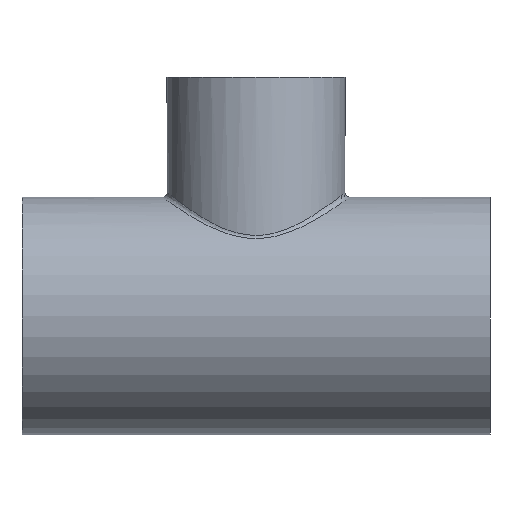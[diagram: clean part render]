
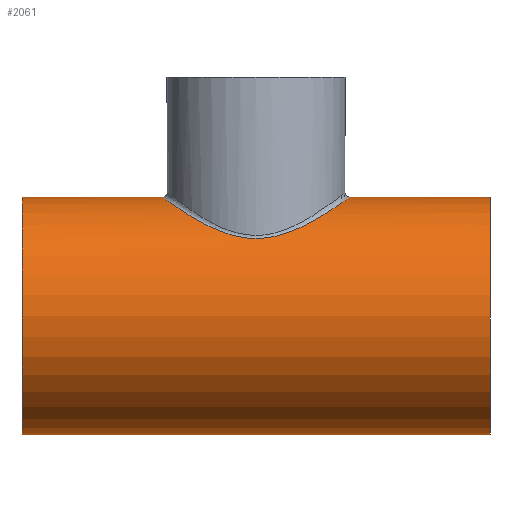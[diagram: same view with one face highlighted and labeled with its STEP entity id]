
A CAD part, front view. The second image highlights one B-rep face of the part: STEP entity #2061.
In plain terms, the highlighted cylindrical face has radius 50.8 mm (diameter 101.6 mm), a full revolution.
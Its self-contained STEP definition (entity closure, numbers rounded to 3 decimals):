
#1840=CARTESIAN_POINT('',(0.,-38.533,33.104));
#1841=VERTEX_POINT('',#1840);
#1930=CARTESIAN_POINT('',(0.,-38.533,33.104));
#1931=CARTESIAN_POINT('',(1.176,-38.533,33.104));
#1932=CARTESIAN_POINT('',(2.745,-38.466,33.182));
#1933=CARTESIAN_POINT('',(5.071,-38.236,33.447));
#1934=CARTESIAN_POINT('',(6.99,-37.963,33.757));
#1935=CARTESIAN_POINT('',(9.987,-37.366,34.421));
#1936=CARTESIAN_POINT('',(13.611,-36.325,35.533));
#1937=CARTESIAN_POINT('',(17.02,-34.93,36.903));
#1938=CARTESIAN_POINT('',(19.599,-33.625,38.087));
#1939=CARTESIAN_POINT('',(22.064,-32.21,39.304));
#1940=CARTESIAN_POINT('',(25.571,-29.809,41.2));
#1941=CARTESIAN_POINT('',(28.729,-26.964,43.109));
#1942=CARTESIAN_POINT('',(31.242,-24.151,44.709));
#1943=CARTESIAN_POINT('',(32.845,-22.109,45.761));
#1944=CARTESIAN_POINT('',(34.715,-19.327,47.019));
#1945=CARTESIAN_POINT('',(36.565,-15.92,48.301));
#1946=CARTESIAN_POINT('',(38.025,-12.286,49.337));
#1947=CARTESIAN_POINT('',(38.857,-9.426,49.935));
#1948=CARTESIAN_POINT('',(39.518,-6.514,50.412));
#1949=CARTESIAN_POINT('',(40.09,-2.531,50.829));
#1950=CARTESIAN_POINT('',(40.091,2.014,50.83));
#1951=CARTESIAN_POINT('',(39.601,6.005,50.473));
#1952=CARTESIAN_POINT('',(38.799,9.915,49.892));
#1953=CARTESIAN_POINT('',(37.53,13.698,48.982));
#1954=CARTESIAN_POINT('',(35.87,17.22,47.818));
#1955=CARTESIAN_POINT('',(33.97,20.565,46.511));
#1956=CARTESIAN_POINT('',(31.713,23.663,45.005));
#1957=CARTESIAN_POINT('',(29.485,26.106,43.591));
#1958=CARTESIAN_POINT('',(28.145,27.426,42.766));
#1959=CARTESIAN_POINT('',(26.076,29.321,41.52));
#1960=CARTESIAN_POINT('',(22.709,31.901,39.603));
#1961=CARTESIAN_POINT('',(18.545,34.242,37.553));
#1962=CARTESIAN_POINT('',(14.99,35.77,36.082));
#1963=CARTESIAN_POINT('',(12.187,36.743,35.087));
#1964=CARTESIAN_POINT('',(9.279,37.523,34.25));
#1965=CARTESIAN_POINT('',(5.259,38.29,33.39));
#1966=CARTESIAN_POINT('',(0.032,38.693,32.915));
#1967=CARTESIAN_POINT('',(-6.242,38.218,33.475));
#1968=CARTESIAN_POINT('',(-12.192,36.856,34.992));
#1969=CARTESIAN_POINT('',(-16.34,35.246,36.608));
#1970=CARTESIAN_POINT('',(-18.927,33.968,37.777));
#1971=CARTESIAN_POINT('',(-20.602,33.066,38.574));
#1972=CARTESIAN_POINT('',(-23.438,31.341,40.018));
#1973=CARTESIAN_POINT('',(-27.193,28.469,42.154));
#1974=CARTESIAN_POINT('',(-30.163,25.438,44.012));
#1975=CARTESIAN_POINT('',(-31.951,23.248,45.174));
#1976=CARTESIAN_POINT('',(-33.097,21.733,45.93));
#1977=CARTESIAN_POINT('',(-34.612,19.483,46.95));
#1978=CARTESIAN_POINT('',(-36.327,16.376,48.135));
#1979=CARTESIAN_POINT('',(-37.855,12.784,49.215));
#1980=CARTESIAN_POINT('',(-38.924,9.294,49.983));
#1981=CARTESIAN_POINT('',(-39.596,6.035,50.47));
#1982=CARTESIAN_POINT('',(-40.089,2.047,50.829));
#1983=CARTESIAN_POINT('',(-40.093,-3.008,50.831));
#1984=CARTESIAN_POINT('',(-39.279,-7.971,50.238));
#1985=CARTESIAN_POINT('',(-38.174,-11.779,49.444));
#1986=CARTESIAN_POINT('',(-36.776,-15.479,48.45));
#1987=CARTESIAN_POINT('',(-35.196,-18.516,47.349));
#1988=CARTESIAN_POINT('',(-33.638,-20.929,46.294));
#1989=CARTESIAN_POINT('',(-32.55,-22.485,45.567));
#1990=CARTESIAN_POINT('',(-30.791,-24.724,44.414));
#1991=CARTESIAN_POINT('',(-28.192,-27.476,42.776));
#1992=CARTESIAN_POINT('',(-24.952,-30.236,40.864));
#1993=CARTESIAN_POINT('',(-22.03,-32.232,39.286));
#1994=CARTESIAN_POINT('',(-19.561,-33.646,38.069));
#1995=CARTESIAN_POINT('',(-16.987,-34.945,36.889));
#1996=CARTESIAN_POINT('',(-14.274,-36.052,35.801));
#1997=CARTESIAN_POINT('',(-11.438,-36.949,34.866));
#1998=CARTESIAN_POINT('',(-8.51,-37.703,34.053));
#1999=CARTESIAN_POINT('',(-4.704,-38.355,33.313));
#2000=CARTESIAN_POINT('',(-1.569,-38.533,33.104));
#2001=CARTESIAN_POINT('',(0.,-38.533,33.104));
#2002=CARTESIAN_POINT('',(0.,-38.533,33.104));
#2003=CARTESIAN_POINT('',(0.,-38.533,33.104));
#2004=CARTESIAN_POINT('',(0.,-38.533,33.104));
#2005=B_SPLINE_CURVE_WITH_KNOTS('',3,(#1930,#1931,#1932,#1933,#1934,#1935,#1936,#1937,#1938,#1939,#1940,#1941,#1942,#1943,#1944,#1945,#1946,#1947,#1948,#1949,#1950,#1951,#1952,#1953,#1954,#1955,#1956,#1957,#1958,#1959,#1960,#1961,#1962,#1963,#1964,#1965,#1966,#1967,#1968,#1969,#1970,#1971,#1972,#1973,#1974,#1975,#1976,#1977,#1978,#1979,#1980,#1981,#1982,#1983,#1984,#1985,#1986,#1987,#1988,#1989,#1990,#1991,#1992,#1993,#1994,#1995,#1996,#1997,#1998,#1999,#2000,#2001,#2002,#2003,#2004),.UNSPECIFIED.,.T.,.U.,(4,1,1,1,1,1,1,1,1,1,1,1,1,1,1,1,1,1,1,1,1,1,1,1,1,1,1,1,1,1,1,1,1,1,1,1,1,1,1,1,1,1,1,1,1,1,1,1,1,1,1,1,1,1,1,1,1,1,1,1,1,1,1,1,1,1,1,1,1,3,4),(-24.265,-23.94,-23.832,-23.615,-23.398,-22.965,-22.532,-22.315,-22.098,-21.665,-21.015,-20.798,-20.51,-20.221,-19.787,-19.354,-19.065,-18.921,-18.487,-17.91,-17.621,-17.332,-16.754,-16.465,-16.177,-15.599,-15.31,-15.166,-15.021,-14.443,-13.866,-13.577,-13.288,-12.999,-12.71,-12.132,-11.555,-10.977,-10.399,-10.255,-10.11,-9.821,-9.244,-8.666,-8.522,-8.377,-8.088,-7.703,-7.318,-6.933,-6.644,-6.355,-5.777,-5.2,-4.911,-4.622,-4.044,-3.9,-3.755,-3.466,-3.033,-2.6,-2.167,-1.95,-1.733,-1.3,-1.083,-0.867,-0.433,0.0,0.),.UNSPECIFIED.);
#2006=EDGE_CURVE('',#1841,#1841,#2005,.T.);
#2031=CARTESIAN_POINT('',(0.0,0.0,0.0));
#2032=DIRECTION('',(-1.0,0.0,0.0));
#2033=DIRECTION('',(0.0,-1.0,0.0));
#2034=AXIS2_PLACEMENT_3D('',#2031,#2032,#2033);
#2035=CYLINDRICAL_SURFACE('',#2034,50.8);
#2036=CARTESIAN_POINT('',(-100.0,-50.8,0.0));
#2037=VERTEX_POINT('',#2036);
#2038=CARTESIAN_POINT('',(-100.0,0.0,0.0));
#2039=DIRECTION('',(-1.0,0.0,0.0));
#2040=DIRECTION('',(0.0,-1.0,0.0));
#2041=AXIS2_PLACEMENT_3D('',#2038,#2039,#2040);
#2042=CIRCLE('',#2041,50.8);
#2043=EDGE_CURVE('',#2037,#2037,#2042,.T.);
#2044=ORIENTED_EDGE('',*,*,#2043,.F.);
#2045=EDGE_LOOP('',(#2044));
#2046=FACE_OUTER_BOUND('',#2045,.T.);
#2047=CARTESIAN_POINT('',(100.0,-50.8,0.0));
#2048=VERTEX_POINT('',#2047);
#2049=CARTESIAN_POINT('',(100.0,0.0,0.0));
#2050=DIRECTION('',(-1.0,0.0,0.0));
#2051=DIRECTION('',(0.0,-1.0,0.0));
#2052=AXIS2_PLACEMENT_3D('',#2049,#2050,#2051);
#2053=CIRCLE('',#2052,50.8);
#2054=EDGE_CURVE('',#2048,#2048,#2053,.T.);
#2055=ORIENTED_EDGE('',*,*,#2054,.T.);
#2056=EDGE_LOOP('',(#2055));
#2057=FACE_BOUND('',#2056,.T.);
#2058=ORIENTED_EDGE('',*,*,#2006,.F.);
#2059=EDGE_LOOP('',(#2058));
#2060=FACE_BOUND('',#2059,.T.);
#2061=ADVANCED_FACE('',(#2046,#2057,#2060),#2035,.T.);
